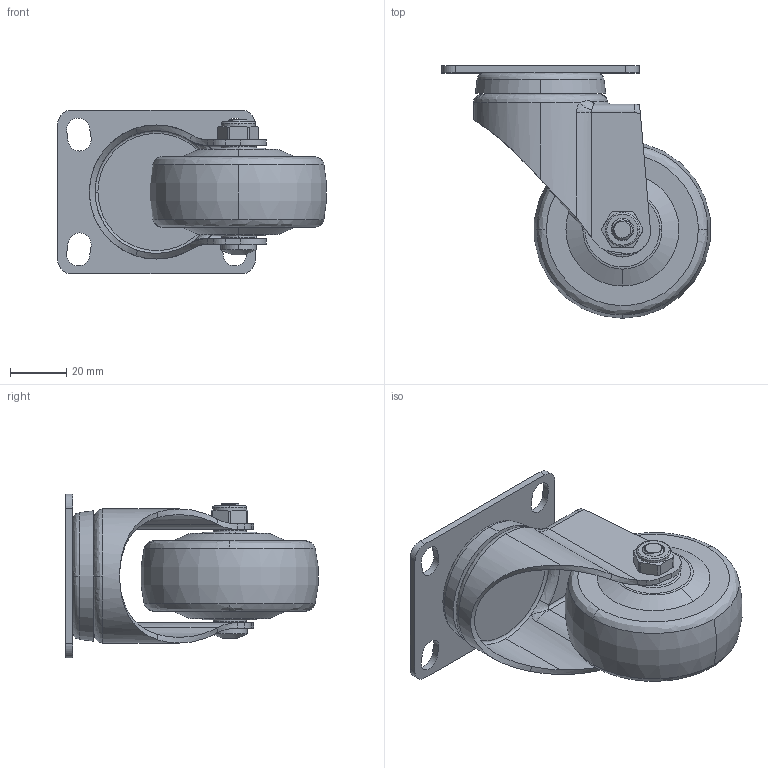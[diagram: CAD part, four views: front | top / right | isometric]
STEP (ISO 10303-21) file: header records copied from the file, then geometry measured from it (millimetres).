
FILE_DESCRIPTION (( 'STEP AP203' ), '1' );
FILE_NAME ('WH-36125-76 2.5in SWIVEL PLATE MOUNTING H=89( 55.5x44.2mm pitch).STEP', '2022-09-21T09:30:33', ( '' ), ( '' ), 'SwSTEP 2.0', 'SolidWorks 2018', '' );
FILE_SCHEMA (( 'CONFIG_CONTROL_DESIGN' ));
Length unit declared in the file: millimetre
Products named in the file (9): 3625-964; 300-34; 350-33A; 361125; WH-36125-76 2.5in SWIVEL PLATE MOUNTING H=89( 55.5x44.2mm pitch)
Assembly tree (4 placements, depth 2):
  300-34
  361125
  350-33A
  3625-964
  WH-36125-76 2.5in SWIVEL PLATE MOUNTING H=89( 55.5x44.2mm pitch)
    361125
    3625-964
    350-33A
    300-34
Bounding box: 95.13 x 89.36 x 58 mm (x, y, z)
Volume: 113609.3 mm3; surface area: 35345.6 mm2
Topology: 4 solids, 4 shells, 235 faces, 619 edges, 404 vertices
Faces by surface type: cylinder 91, bspline 63, plane 57, cone 22, torus 2
Entity records: 15203 total; most frequent: CARTESIAN_POINT 9124, ORIENTED_EDGE 1238, DIRECTION 905, EDGE_CURVE 619, VERTEX_POINT 404, AXIS2_PLACEMENT_3D 358, EDGE_LOOP 263, ADVANCED_FACE 235
